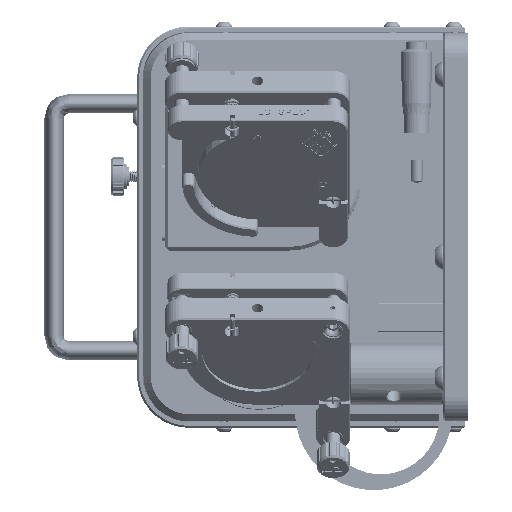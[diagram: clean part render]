
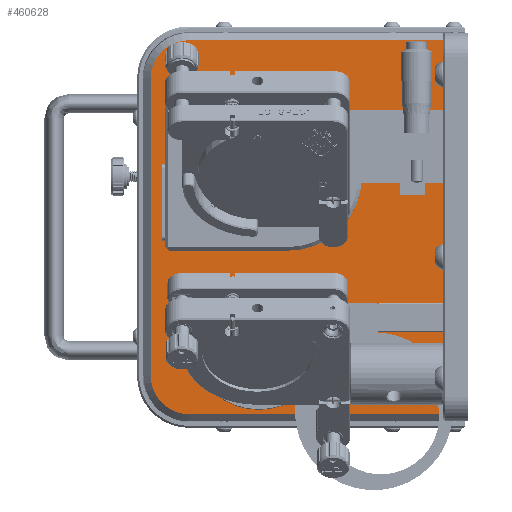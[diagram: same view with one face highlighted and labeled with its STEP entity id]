
A CAD part, left-side view. The second image highlights one B-rep face of the part: STEP entity #460628.
In plain terms, the highlighted planar face has unit normal (-1, 0, 0).
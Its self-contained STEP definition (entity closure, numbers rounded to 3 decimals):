
#11328 = VERTEX_POINT ( 'NONE', #395608 ) ;
#21635 = VECTOR ( 'NONE', #232559, 1000. ) ;
#27266 = CARTESIAN_POINT ( 'NONE',  ( -465.651, 85.855, -27.498 ) ) ;
#33162 = VERTEX_POINT ( 'NONE', #372843 ) ;
#33532 = CIRCLE ( 'NONE', #58712, 16.39 ) ;
#38686 = DIRECTION ( 'NONE',  ( 0., -1., 0. ) ) ;
#44145 = ORIENTED_EDGE ( 'NONE', *, *, #371928, .T. ) ;
#48772 = VERTEX_POINT ( 'NONE', #310216 ) ;
#52361 = VERTEX_POINT ( 'NONE', #96481 ) ;
#58712 = AXIS2_PLACEMENT_3D ( 'NONE', #290506, #170741, #424419 ) ;
#62751 = LINE ( 'NONE', #311229, #184374 ) ;
#67340 = EDGE_CURVE ( 'NONE', #405836, #387888, #143137, .T. ) ;
#74806 = CARTESIAN_POINT ( 'NONE',  ( -465.651, 85.855, -1.889 ) ) ;
#75395 = VERTEX_POINT ( 'NONE', #197773 ) ;
#78427 = CARTESIAN_POINT ( 'NONE',  ( -465.651, 85.855, -53.499 ) ) ;
#78672 = EDGE_LOOP ( 'NONE', ( #415034, #115497, #463992, #161829, #44145, #327078 ) ) ;
#86407 = FACE_BOUND ( 'NONE', #503539, .T. ) ;
#87056 = DIRECTION ( 'NONE',  ( 0., 0., -1. ) ) ;
#89561 = DIRECTION ( 'NONE',  ( 0., 0., -1. ) ) ;
#96481 = CARTESIAN_POINT ( 'NONE',  ( -465.651, 130.302, -67.513 ) ) ;
#105361 = FACE_OUTER_BOUND ( 'NONE', #78672, .T. ) ;
#106305 = VECTOR ( 'NONE', #390779, 1000. ) ;
#115032 = EDGE_CURVE ( 'NONE', #11328, #52361, #62751, .T. ) ;
#115497 = ORIENTED_EDGE ( 'NONE', *, *, #461165, .T. ) ;
#126610 = AXIS2_PLACEMENT_3D ( 'NONE', #363274, #481208, #527557 ) ;
#131186 = AXIS2_PLACEMENT_3D ( 'NONE', #500575, #339850, #89561 ) ;
#136737 = EDGE_CURVE ( 'NONE', #405836, #48772, #215120, .T. ) ;
#143137 = LINE ( 'NONE', #477412, #21635 ) ;
#146335 = VERTEX_POINT ( 'NONE', #225235 ) ;
#161829 = ORIENTED_EDGE ( 'NONE', *, *, #136737, .T. ) ;
#166637 = CARTESIAN_POINT ( 'NONE',  ( -465.651, 10.16, -83.213 ) ) ;
#167563 = DIRECTION ( 'NONE',  ( 1., 0., 0. ) ) ;
#170741 = DIRECTION ( 'NONE',  ( 1., 0., 0. ) ) ;
#171306 = ORIENTED_EDGE ( 'NONE', *, *, #176837, .T. ) ;
#176242 = CIRCLE ( 'NONE', #363110, 26.002 ) ;
#176837 = EDGE_CURVE ( 'NONE', #75395, #342873, #176242, .T. ) ;
#181354 = LINE ( 'NONE', #362303, #449586 ) ;
#184374 = VECTOR ( 'NONE', #275223, 1000. ) ;
#187046 = AXIS2_PLACEMENT_3D ( 'NONE', #78427, #444948, #196531 ) ;
#188973 = CIRCLE ( 'NONE', #187046, 26.002 ) ;
#196531 = DIRECTION ( 'NONE',  ( 0., 0., -1. ) ) ;
#197773 = CARTESIAN_POINT ( 'NONE',  ( -465.651, 85.855, -79.501 ) ) ;
#203376 = CARTESIAN_POINT ( 'NONE',  ( -465.651, 85.855, 14.501 ) ) ;
#208730 = AXIS2_PLACEMENT_3D ( 'NONE', #289528, #330747, #259163 ) ;
#215120 = LINE ( 'NONE', #469459, #106305 ) ;
#220179 = CIRCLE ( 'NONE', #337260, 16.39 ) ;
#225171 = EDGE_LOOP ( 'NONE', ( #233615, #313965 ) ) ;
#225235 = CARTESIAN_POINT ( 'NONE',  ( -465.651, 114.602, -83.213 ) ) ;
#232559 = DIRECTION ( 'NONE',  ( 0., 0., -1. ) ) ;
#233583 = FACE_BOUND ( 'NONE', #225171, .T. ) ;
#233615 = ORIENTED_EDGE ( 'NONE', *, *, #382146, .T. ) ;
#259163 = DIRECTION ( 'NONE',  ( 0., 0., -1. ) ) ;
#275223 = DIRECTION ( 'NONE',  ( 0., 0., -1. ) ) ;
#281028 = CARTESIAN_POINT ( 'NONE',  ( -465.651, 85.855, -53.499 ) ) ;
#289528 = CARTESIAN_POINT ( 'NONE',  ( -465.651, 114.602, -67.513 ) ) ;
#290506 = CARTESIAN_POINT ( 'NONE',  ( -465.651, 85.855, 14.501 ) ) ;
#293232 = CARTESIAN_POINT ( 'NONE',  ( -465.651, 10.16, 70.615 ) ) ;
#310216 = CARTESIAN_POINT ( 'NONE',  ( -465.651, 114.602, 70.615 ) ) ;
#311229 = CARTESIAN_POINT ( 'NONE',  ( -465.651, 130.302, -67.513 ) ) ;
#313965 = ORIENTED_EDGE ( 'NONE', *, *, #353755, .T. ) ;
#327078 = ORIENTED_EDGE ( 'NONE', *, *, #115032, .T. ) ;
#330747 = DIRECTION ( 'NONE',  ( 1., 0., 0. ) ) ;
#337260 = AXIS2_PLACEMENT_3D ( 'NONE', #203376, #167563, #87056 ) ;
#339850 = DIRECTION ( 'NONE',  ( -1., 0., 0. ) ) ;
#342873 = VERTEX_POINT ( 'NONE', #27266 ) ;
#353755 = EDGE_CURVE ( 'NONE', #374520, #33162, #33532, .T. ) ;
#356794 = EDGE_CURVE ( 'NONE', #342873, #75395, #188973, .T. ) ;
#362303 = CARTESIAN_POINT ( 'NONE',  ( -465.651, 114.602, -83.213 ) ) ;
#363110 = AXIS2_PLACEMENT_3D ( 'NONE', #281028, #402629, #488269 ) ;
#363274 = CARTESIAN_POINT ( 'NONE',  ( -465.651, 114.602, -67.513 ) ) ;
#365594 = ORIENTED_EDGE ( 'NONE', *, *, #356794, .T. ) ;
#371928 = EDGE_CURVE ( 'NONE', #48772, #11328, #483707, .T. ) ;
#372843 = CARTESIAN_POINT ( 'NONE',  ( -465.651, 85.855, 30.891 ) ) ;
#374520 = VERTEX_POINT ( 'NONE', #74806 ) ;
#382146 = EDGE_CURVE ( 'NONE', #33162, #374520, #220179, .T. ) ;
#387888 = VERTEX_POINT ( 'NONE', #166637 ) ;
#390779 = DIRECTION ( 'NONE',  ( 0., 1., 0. ) ) ;
#395608 = CARTESIAN_POINT ( 'NONE',  ( -465.651, 130.302, 54.915 ) ) ;
#398197 = EDGE_CURVE ( 'NONE', #52361, #146335, #420881, .T. ) ;
#402293 = PLANE ( 'NONE',  #208730 ) ;
#402629 = DIRECTION ( 'NONE',  ( 1., 0., 0. ) ) ;
#405836 = VERTEX_POINT ( 'NONE', #293232 ) ;
#415034 = ORIENTED_EDGE ( 'NONE', *, *, #398197, .T. ) ;
#420881 = CIRCLE ( 'NONE', #126610, 15.7 ) ;
#424419 = DIRECTION ( 'NONE',  ( 0., 0., -1. ) ) ;
#444948 = DIRECTION ( 'NONE',  ( 1., 0., 0. ) ) ;
#449586 = VECTOR ( 'NONE', #38686, 1000. ) ;
#460628 = ADVANCED_FACE ( 'NONE', ( #233583, #86407, #105361 ), #402293, .F. ) ;
#461165 = EDGE_CURVE ( 'NONE', #146335, #387888, #181354, .T. ) ;
#463992 = ORIENTED_EDGE ( 'NONE', *, *, #67340, .F. ) ;
#469459 = CARTESIAN_POINT ( 'NONE',  ( -465.651, 114.602, 70.615 ) ) ;
#477412 = CARTESIAN_POINT ( 'NONE',  ( -465.651, 10.16, -86.213 ) ) ;
#481208 = DIRECTION ( 'NONE',  ( -1., 0., 0. ) ) ;
#483707 = CIRCLE ( 'NONE', #131186, 15.7 ) ;
#488269 = DIRECTION ( 'NONE',  ( 0., 0., -1. ) ) ;
#500575 = CARTESIAN_POINT ( 'NONE',  ( -465.651, 114.602, 54.915 ) ) ;
#503539 = EDGE_LOOP ( 'NONE', ( #365594, #171306 ) ) ;
#527557 = DIRECTION ( 'NONE',  ( 0., 0., -1. ) ) ;
